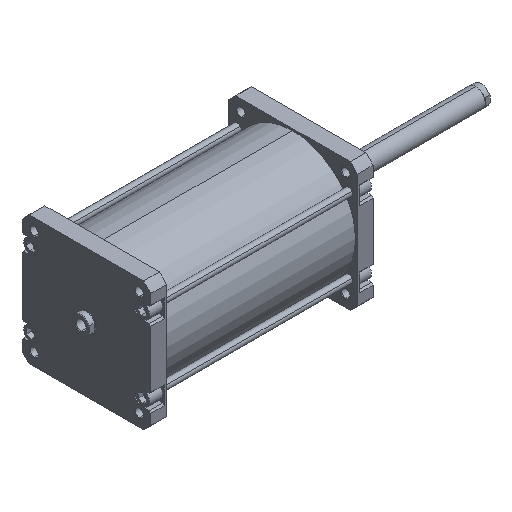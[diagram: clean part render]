
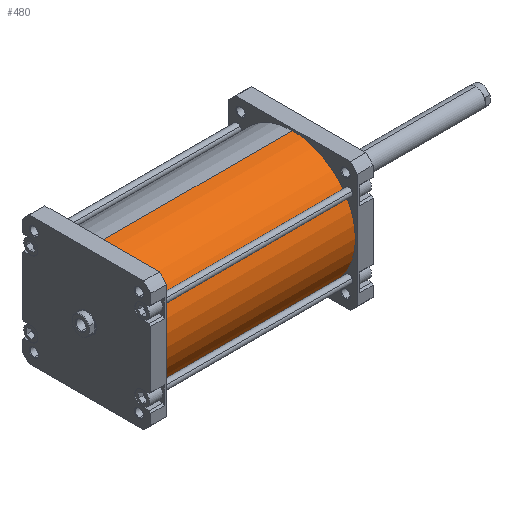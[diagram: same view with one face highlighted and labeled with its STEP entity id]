
A CAD part, isometric view. The second image highlights one B-rep face of the part: STEP entity #480.
In plain terms, the highlighted cylindrical face has radius 131 mm (diameter 262 mm), a partial arc.
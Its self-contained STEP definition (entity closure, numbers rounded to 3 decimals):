
#9 = CARTESIAN_POINT ( 'NONE',  ( -131., 0., 400. ) ) ;
#10 = DIRECTION ( 'NONE',  ( 0., 0., -1. ) ) ;
#27 = CARTESIAN_POINT ( 'NONE',  ( 131., 0., 400. ) ) ;
#28 = DIRECTION ( 'NONE',  ( 0., 0., -1. ) ) ;
#187 = CARTESIAN_POINT ( 'NONE',  ( 131., 0., 0. ) ) ;
#234 = CARTESIAN_POINT ( 'NONE',  ( 131., 0., 400. ) ) ;
#265 = CARTESIAN_POINT ( 'NONE',  ( -131., 0., 0. ) ) ;
#302 = CARTESIAN_POINT ( 'NONE',  ( -131., 0., 400. ) ) ;
#480 = ADVANCED_FACE ( 'NONE', ( #2959 ), #2962, .T. ) ;
#731 = CARTESIAN_POINT ( 'NONE',  ( 0., 0., 400. ) ) ;
#824 = DIRECTION ( 'NONE',  ( 0., 0., -1. ) ) ;
#825 = DIRECTION ( 'NONE',  ( -1., 0., 0. ) ) ;
#2550 = EDGE_LOOP ( 'NONE', ( #2670, #2688, #2667, #2706 ) ) ;
#2667 = ORIENTED_EDGE ( 'NONE', *, *, #3624, .T. ) ;
#2670 = ORIENTED_EDGE ( 'NONE', *, *, #3625, .F. ) ;
#2688 = ORIENTED_EDGE ( 'NONE', *, *, #3641, .T. ) ;
#2706 = ORIENTED_EDGE ( 'NONE', *, *, #3634, .F. ) ;
#2959 = FACE_OUTER_BOUND ( 'NONE', #2550, .T. ) ;
#2962 = CYLINDRICAL_SURFACE ( 'NONE', #3707, 131. ) ;
#3624 = EDGE_CURVE ( 'NONE', #6052, #6130, #5640, .T. ) ;
#3625 = EDGE_CURVE ( 'NONE', #6099, #6167, #5641, .T. ) ;
#3634 = EDGE_CURVE ( 'NONE', #6167, #6130, #5652, .T. ) ;
#3641 = EDGE_CURVE ( 'NONE', #6099, #6052, #5657, .T. ) ;
#3707 = AXIS2_PLACEMENT_3D ( 'NONE', #731, #824, #825 ) ;
#4047 = AXIS2_PLACEMENT_3D ( 'NONE', #5239, #5240, #5241 ) ;
#4053 = AXIS2_PLACEMENT_3D ( 'NONE', #5236, #5237, #5238 ) ;
#5236 = CARTESIAN_POINT ( 'NONE',  ( 0., 0., 0. ) ) ;
#5237 = DIRECTION ( 'NONE',  ( 0., 0., 1. ) ) ;
#5238 = DIRECTION ( 'NONE',  ( 1., 0., 0. ) ) ;
#5239 = CARTESIAN_POINT ( 'NONE',  ( 0., 0., 400. ) ) ;
#5240 = DIRECTION ( 'NONE',  ( 0., 0., 1. ) ) ;
#5241 = DIRECTION ( 'NONE',  ( 1., 0., 0. ) ) ;
#5640 = CIRCLE ( 'NONE', #4053, 131. ) ;
#5641 = CIRCLE ( 'NONE', #4047, 131. ) ;
#5652 = LINE ( 'NONE', #9, #5653 ) ;
#5653 = VECTOR ( 'NONE', #10, 1000. ) ;
#5657 = LINE ( 'NONE', #27, #5660 ) ;
#5660 = VECTOR ( 'NONE', #28, 1000. ) ;
#6052 = VERTEX_POINT ( 'NONE', #187 ) ;
#6099 = VERTEX_POINT ( 'NONE', #234 ) ;
#6130 = VERTEX_POINT ( 'NONE', #265 ) ;
#6167 = VERTEX_POINT ( 'NONE', #302 ) ;
